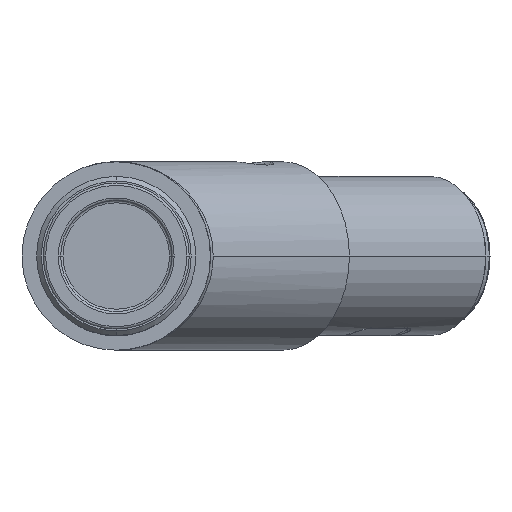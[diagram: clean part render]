
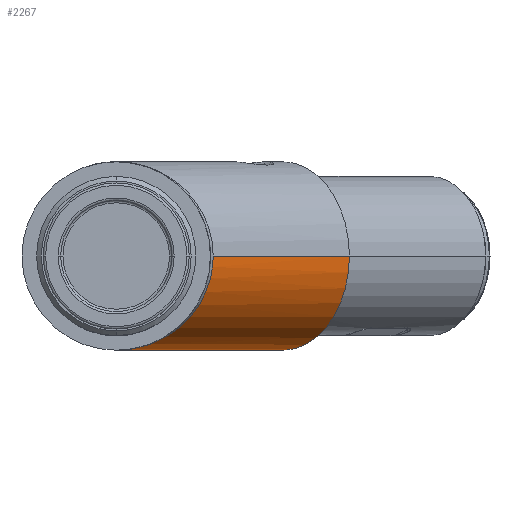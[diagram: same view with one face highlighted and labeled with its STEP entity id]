
A CAD part, left-side view. The second image highlights one B-rep face of the part: STEP entity #2267.
In plain terms, the highlighted cylindrical face has radius 20 mm (diameter 40 mm), a partial arc.
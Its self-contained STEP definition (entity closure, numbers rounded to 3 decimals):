
#660 = VERTEX_POINT ( 'NONE', #3008 ) ;
#748 = EDGE_LOOP ( 'NONE', ( #10135, #10823, #10773, #934 ) ) ;
#934 = ORIENTED_EDGE ( 'NONE', *, *, #4358, .T. ) ;
#985 = CARTESIAN_POINT ( 'NONE',  ( 186.035, 29.127, -15.741 ) ) ;
#1065 = VERTEX_POINT ( 'NONE', #7839 ) ;
#1505 = CARTESIAN_POINT ( 'NONE',  ( 171.893, 14.985, 4.259 ) ) ;
#1669 =( BOUNDED_CURVE ( )  B_SPLINE_CURVE ( 3, ( #6046, #12107, #12040, #1849 ),
 .UNSPECIFIED., .F., .T. ) 
 B_SPLINE_CURVE_WITH_KNOTS ( ( 4, 4 ),
 ( 0.344, 1.571 ),
 .UNSPECIFIED. ) 
 CURVE ( )  GEOMETRIC_REPRESENTATION_ITEM ( )  RATIONAL_B_SPLINE_CURVE ( ( 1., 0.878, 0.878, 1. ) ) 
 REPRESENTATION_ITEM ( '' )  );
#1849 = CARTESIAN_POINT ( 'NONE',  ( 186.035, 29.127, -15.741 ) ) ;
#1930 = CARTESIAN_POINT ( 'NONE',  ( 178.337, 8.541, -7.457 ) ) ;
#2194 =( BOUNDED_CURVE ( )  B_SPLINE_CURVE ( 3, ( #985, #3927, #1930, #2840 ),
 .UNSPECIFIED., .F., .T. ) 
 B_SPLINE_CURVE_WITH_KNOTS ( ( 4, 4 ),
 ( 4.712, 6.283 ),
 .UNSPECIFIED. ) 
 CURVE ( )  GEOMETRIC_REPRESENTATION_ITEM ( )  RATIONAL_B_SPLINE_CURVE ( ( 1., 0.805, 0.805, 1. ) ) 
 REPRESENTATION_ITEM ( '' )  );
#2267 = ADVANCED_FACE ( 'NONE', ( #4848 ), #3867, .T. ) ;
#2580 = CARTESIAN_POINT ( 'NONE',  ( 186.035, 29.127, 4.259 ) ) ;
#2840 = CARTESIAN_POINT ( 'NONE',  ( 178.337, 8.541, 4.259 ) ) ;
#2884 = VERTEX_POINT ( 'NONE', #7100 ) ;
#3008 = CARTESIAN_POINT ( 'NONE',  ( 207.248, -20.371, 4.259 ) ) ;
#3867 = CYLINDRICAL_SURFACE ( 'NONE', #7942, 20. ) ;
#3927 = CARTESIAN_POINT ( 'NONE',  ( 181.525, 17.068, -15.741 ) ) ;
#4184 = CARTESIAN_POINT ( 'NONE',  ( 186.035, 29.127, -15.741 ) ) ;
#4358 = EDGE_CURVE ( 'NONE', #2884, #660, #11458, .T. ) ;
#4848 = FACE_OUTER_BOUND ( 'NONE', #748, .T. ) ;
#5461 = EDGE_CURVE ( 'NONE', #1065, #660, #12309, .T. ) ;
#6046 = CARTESIAN_POINT ( 'NONE',  ( 234.704, 7.085, -2.487 ) ) ;
#6768 = CARTESIAN_POINT ( 'NONE',  ( 221.39, -6.229, 4.259 ) ) ;
#7100 = CARTESIAN_POINT ( 'NONE',  ( 234.704, 7.085, -2.487 ) ) ;
#7839 = CARTESIAN_POINT ( 'NONE',  ( 178.337, 8.541, 4.259 ) ) ;
#7942 = AXIS2_PLACEMENT_3D ( 'NONE', #2580, #12506, #12573 ) ;
#8716 = AXIS2_PLACEMENT_3D ( 'NONE', #6768, #11860, #9650 ) ;
#9033 = EDGE_CURVE ( 'NONE', #10090, #1065, #2194, .T. ) ;
#9650 = DIRECTION ( 'NONE',  ( -0.707, -0.707, 0. ) ) ;
#10090 = VERTEX_POINT ( 'NONE', #4184 ) ;
#10131 = VECTOR ( 'NONE', #10354, 1000. ) ;
#10135 = ORIENTED_EDGE ( 'NONE', *, *, #5461, .F. ) ;
#10354 = DIRECTION ( 'NONE',  ( 0.707, -0.707, 0. ) ) ;
#10773 = ORIENTED_EDGE ( 'NONE', *, *, #12146, .F. ) ;
#10823 = ORIENTED_EDGE ( 'NONE', *, *, #9033, .F. ) ;
#11458 = CIRCLE ( 'NONE', #8716, 20. ) ;
#11860 = DIRECTION ( 'NONE',  ( -0.707, 0.707, 0. ) ) ;
#12040 = CARTESIAN_POINT ( 'NONE',  ( 208.619, 18.898, -15.741 ) ) ;
#12107 = CARTESIAN_POINT ( 'NONE',  ( 227.086, 10.535, -10.712 ) ) ;
#12146 = EDGE_CURVE ( 'NONE', #2884, #10090, #1669, .T. ) ;
#12309 = LINE ( 'NONE', #1505, #10131 ) ;
#12506 = DIRECTION ( 'NONE',  ( 0.707, -0.707, 0. ) ) ;
#12573 = DIRECTION ( 'NONE',  ( -0.707, -0.707, 0. ) ) ;
